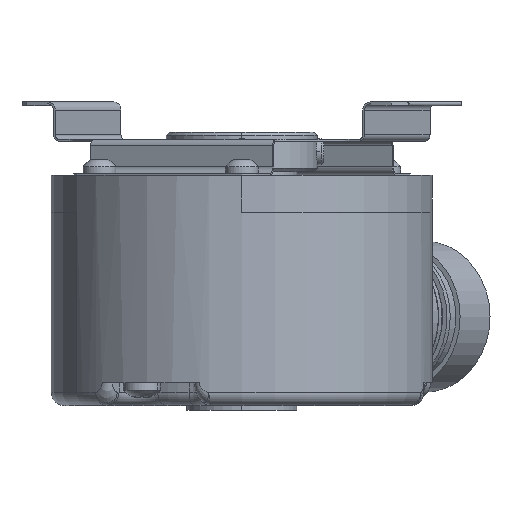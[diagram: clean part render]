
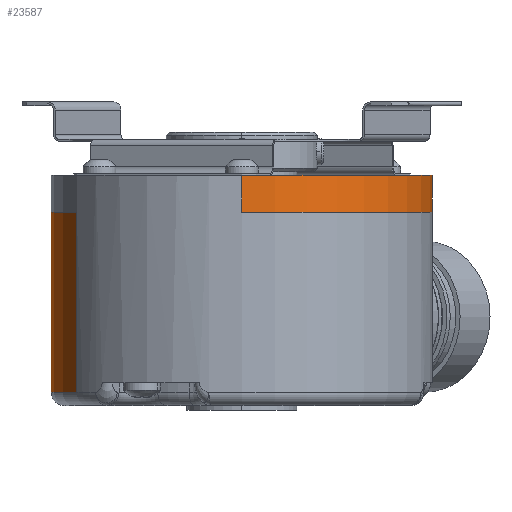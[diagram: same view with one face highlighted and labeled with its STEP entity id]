
A CAD part, left-side view. The second image highlights one B-rep face of the part: STEP entity #23587.
In plain terms, the highlighted cylindrical face has radius 29 mm (diameter 58 mm), a partial arc.
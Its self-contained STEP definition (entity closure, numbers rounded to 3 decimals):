
#243=DIRECTION('',(0.,0.,-1.));
#244=VECTOR('',#243,2.4);
#245=CARTESIAN_POINT('',(14.5,-25.115,12.4));
#246=LINE('',#245,#244);
#347=CARTESIAN_POINT('',(0.,0.,12.4));
#348=DIRECTION('',(0.,0.,1.));
#349=DIRECTION('',(1.,0.,0.));
#350=AXIS2_PLACEMENT_3D('',#347,#348,#349);
#352=DIRECTION('',(0.,0.,1.));
#353=VECTOR('',#352,5.6);
#354=CARTESIAN_POINT('',(29.,0.,12.4));
#355=LINE('',#354,#353);
#356=DIRECTION('',(0.,0.,-1.));
#357=VECTOR('',#356,27.4);
#358=CARTESIAN_POINT('',(-14.5,25.115,12.4));
#359=LINE('',#358,#357);
#360=CARTESIAN_POINT('',(18.616,22.236,-15.));
#361=CARTESIAN_POINT('',(18.638,22.218,-15.004));
#362=CARTESIAN_POINT('',(18.683,22.18,-14.993));
#363=CARTESIAN_POINT('',(18.755,22.119,-14.981));
#364=CARTESIAN_POINT('',(18.831,22.055,-14.957));
#365=CARTESIAN_POINT('',(18.909,21.988,-14.924));
#366=CARTESIAN_POINT('',(18.99,21.918,-14.88));
#367=CARTESIAN_POINT('',(19.072,21.846,-14.826));
#368=CARTESIAN_POINT('',(19.155,21.773,-14.761));
#369=CARTESIAN_POINT('',(19.237,21.701,-14.686));
#370=CARTESIAN_POINT('',(19.316,21.631,-14.602));
#371=CARTESIAN_POINT('',(19.389,21.565,-14.51));
#372=CARTESIAN_POINT('',(19.457,21.505,-14.413));
#373=CARTESIAN_POINT('',(19.516,21.451,-14.313));
#374=CARTESIAN_POINT('',(19.567,21.404,-14.212));
#375=CARTESIAN_POINT('',(19.61,21.364,-14.111));
#376=CARTESIAN_POINT('',(19.645,21.332,-14.013));
#377=CARTESIAN_POINT('',(19.673,21.307,-13.918));
#378=CARTESIAN_POINT('',(19.693,21.288,-13.825));
#379=CARTESIAN_POINT('',(19.707,21.275,-13.737));
#380=CARTESIAN_POINT('',(19.715,21.268,-13.651));
#381=CARTESIAN_POINT('',(19.718,21.265,-13.596));
#382=CARTESIAN_POINT('',(19.717,21.266,-13.57));
#384=CARTESIAN_POINT('',(28.565,5.004,-15.));
#385=CARTESIAN_POINT('',(28.56,5.032,-15.004));
#386=CARTESIAN_POINT('',(28.55,5.09,-14.993));
#387=CARTESIAN_POINT('',(28.533,5.183,-14.981));
#388=CARTESIAN_POINT('',(28.515,5.28,-14.957));
#389=CARTESIAN_POINT('',(28.496,5.382,-14.924));
#390=CARTESIAN_POINT('',(28.476,5.487,-14.88));
#391=CARTESIAN_POINT('',(28.455,5.594,-14.826));
#392=CARTESIAN_POINT('',(28.434,5.702,-14.761));
#393=CARTESIAN_POINT('',(28.412,5.809,-14.686));
#394=CARTESIAN_POINT('',(28.391,5.912,-14.602));
#395=CARTESIAN_POINT('',(28.371,6.009,-14.51));
#396=CARTESIAN_POINT('',(28.352,6.098,-14.413));
#397=CARTESIAN_POINT('',(28.335,6.176,-14.313));
#398=CARTESIAN_POINT('',(28.32,6.244,-14.212));
#399=CARTESIAN_POINT('',(28.307,6.301,-14.111));
#400=CARTESIAN_POINT('',(28.297,6.347,-14.013));
#401=CARTESIAN_POINT('',(28.289,6.384,-13.918));
#402=CARTESIAN_POINT('',(28.283,6.411,-13.825));
#403=CARTESIAN_POINT('',(28.278,6.43,-13.737));
#404=CARTESIAN_POINT('',(28.276,6.44,-13.651));
#405=CARTESIAN_POINT('',(28.275,6.444,-13.596));
#406=CARTESIAN_POINT('',(28.275,6.443,-13.57));
#408=DIRECTION('',(0.,0.,-1.));
#409=VECTOR('',#408,25.);
#410=CARTESIAN_POINT('',(28.781,3.561,10.));
#411=LINE('',#410,#409);
#412=CARTESIAN_POINT('',(0.,0.,12.4));
#413=DIRECTION('',(0.,0.,1.));
#414=DIRECTION('',(-1.,0.,0.));
#415=AXIS2_PLACEMENT_3D('',#412,#413,#414);
#417=DIRECTION('',(0.,0.,1.));
#418=VECTOR('',#417,5.6);
#419=CARTESIAN_POINT('',(-29.,0.,12.4));
#420=LINE('',#419,#418);
#421=CARTESIAN_POINT('',(0.,0.,-15.));
#422=DIRECTION('',(0.,0.,-1.));
#423=DIRECTION('',(-0.5,0.866,0.));
#424=AXIS2_PLACEMENT_3D('',#421,#422,#423);
#1073=CARTESIAN_POINT('',(0.,0.,18.));
#1074=DIRECTION('',(0.,0.,1.));
#1075=DIRECTION('',(-1.,0.,0.));
#1076=AXIS2_PLACEMENT_3D('',#1073,#1074,#1075);
#2942=CARTESIAN_POINT('',(0.,0.,-13.5));
#2943=DIRECTION('',(0.,0.,1.));
#2944=DIRECTION('',(0.975,0.222,0.));
#2945=AXIS2_PLACEMENT_3D('',#2942,#2943,#2944);
#3004=DIRECTION('',(0.,0.,1.));
#3005=VECTOR('',#3004,0.07);
#3006=CARTESIAN_POINT('',(19.717,21.266,-13.57));
#3007=LINE('',#3006,#3005);
#3197=CARTESIAN_POINT('',(0.,0.,-15.));
#3198=DIRECTION('',(0.,0.,-1.));
#3199=DIRECTION('',(0.985,0.173,0.));
#3200=AXIS2_PLACEMENT_3D('',#3197,#3198,#3199);
#3226=CARTESIAN_POINT('',(0.,0.,10.));
#3227=DIRECTION('',(0.,0.,-1.));
#3228=DIRECTION('',(0.992,0.123,0.));
#3229=AXIS2_PLACEMENT_3D('',#3226,#3227,#3228);
#3267=DIRECTION('',(0.,0.,-1.));
#3268=VECTOR('',#3267,0.07);
#3269=CARTESIAN_POINT('',(28.275,6.443,-13.5));
#3270=LINE('',#3269,#3268);
#18812=CARTESIAN_POINT('',(29.,0.,18.));
#18813=CARTESIAN_POINT('',(-29.,0.,18.));
#18814=VERTEX_POINT('',#18812);
#18815=VERTEX_POINT('',#18813);
#21262=CARTESIAN_POINT('',(28.781,3.561,10.));
#21263=CARTESIAN_POINT('',(14.5,-25.115,10.));
#21264=VERTEX_POINT('',#21262);
#21265=VERTEX_POINT('',#21263);
#21268=CARTESIAN_POINT('',(28.275,6.443,-13.5));
#21269=CARTESIAN_POINT('',(19.717,21.266,-13.5));
#21270=VERTEX_POINT('',#21268);
#21271=VERTEX_POINT('',#21269);
#21290=CARTESIAN_POINT('',(28.781,3.561,-15.));
#21291=VERTEX_POINT('',#21290);
#21294=CARTESIAN_POINT('',(28.565,5.004,-15.));
#21295=VERTEX_POINT('',#21294);
#21312=CARTESIAN_POINT('',(-14.5,25.115,-15.));
#21313=CARTESIAN_POINT('',(18.616,22.236,-15.));
#21314=VERTEX_POINT('',#21312);
#21315=VERTEX_POINT('',#21313);
#21474=VERTEX_POINT('',#406);
#21478=CARTESIAN_POINT('',(19.717,21.266,
-13.57));
#21479=VERTEX_POINT('',#21478);
#21674=CARTESIAN_POINT('',(29.,0.,12.4));
#21675=CARTESIAN_POINT('',(-14.5,25.115,12.4));
#21676=VERTEX_POINT('',#21674);
#21677=VERTEX_POINT('',#21675);
#21678=CARTESIAN_POINT('',(-29.,0.,12.4));
#21679=CARTESIAN_POINT('',(14.5,-25.115,12.4));
#21680=VERTEX_POINT('',#21678);
#21681=VERTEX_POINT('',#21679);
#23554=CARTESIAN_POINT('',(0.,0.,0.));
#23555=DIRECTION('',(0.,0.,1.));
#23556=DIRECTION('',(1.,0.,0.));
#23557=AXIS2_PLACEMENT_3D('',#23554,#23555,#23556);
#23558=CYLINDRICAL_SURFACE('',#23557,29.);
#23559=ORIENTED_EDGE('',*,*,#23547,.F.);
#23560=ORIENTED_EDGE('',*,*,#23545,.T.);
#23561=ORIENTED_EDGE('',*,*,#23543,.T.);
#23563=ORIENTED_EDGE('',*,*,#23562,.T.);
#23565=ORIENTED_EDGE('',*,*,#23564,.T.);
#23567=ORIENTED_EDGE('',*,*,#23566,.T.);
#23569=ORIENTED_EDGE('',*,*,#23568,.F.);
#23571=ORIENTED_EDGE('',*,*,#23570,.T.);
#23573=ORIENTED_EDGE('',*,*,#23572,.F.);
#23575=ORIENTED_EDGE('',*,*,#23574,.T.);
#23577=ORIENTED_EDGE('',*,*,#23576,.F.);
#23579=ORIENTED_EDGE('',*,*,#23578,.T.);
#23580=ORIENTED_EDGE('',*,*,#23512,.F.);
#23581=ORIENTED_EDGE('',*,*,#23510,.F.);
#23582=ORIENTED_EDGE('',*,*,#23508,.T.);
#23584=ORIENTED_EDGE('',*,*,#23583,.T.);
#23585=EDGE_LOOP('',(#23559,#23560,#23561,#23563,#23565,#23567,#23569,#23571,
#23573,#23575,#23577,#23579,#23580,#23581,#23582,#23584));
#23586=FACE_OUTER_BOUND('',#23585,.F.);
#351=CIRCLE('',#350,29.);
#383=B_SPLINE_CURVE_WITH_KNOTS('',3,(#360,#361,#362,#363,#364,#365,#366,#367,
#368,#369,#370,#371,#372,#373,#374,#375,#376,#377,#378,#379,#380,#381,#382),
.UNSPECIFIED.,.F.,.F.,(4,1,1,1,1,1,1,1,1,1,1,1,1,1,1,1,1,1,1,1,4),(0.,0.05,
0.1,0.15,0.2,0.25,0.3,0.35,0.4,0.45,0.5,0.55,0.6,0.65,
0.7,0.75,0.8,0.85,0.9,0.95,1.),.UNSPECIFIED.);
#407=B_SPLINE_CURVE_WITH_KNOTS('',3,(#384,#385,#386,#387,#388,#389,#390,#391,
#392,#393,#394,#395,#396,#397,#398,#399,#400,#401,#402,#403,#404,#405,#406),
.UNSPECIFIED.,.F.,.F.,(4,1,1,1,1,1,1,1,1,1,1,1,1,1,1,1,1,1,1,1,4),(0.,0.05,
0.1,0.15,0.2,0.25,0.3,0.35,0.4,0.45,0.5,0.55,0.6,0.65,
0.7,0.75,0.8,0.85,0.9,0.95,1.),.UNSPECIFIED.);
#416=CIRCLE('',#415,29.);
#425=CIRCLE('',#424,29.);
#1077=CIRCLE('',#1076,29.);
#2946=CIRCLE('',#2945,29.);
#3201=CIRCLE('',#3200,29.);
#3230=CIRCLE('',#3229,29.);
#23508=EDGE_CURVE('',#21680,#18815,#420,.T.);
#23510=EDGE_CURVE('',#21680,#21681,#416,.T.);
#23512=EDGE_CURVE('',#21681,#21265,#246,.T.);
#23543=EDGE_CURVE('',#21677,#21314,#359,.T.);
#23545=EDGE_CURVE('',#21676,#21677,#351,.T.);
#23547=EDGE_CURVE('',#21676,#18814,#355,.T.);
#23562=EDGE_CURVE('',#21314,#21315,#425,.T.);
#23564=EDGE_CURVE('',#21315,#21479,#383,.T.);
#23566=EDGE_CURVE('',#21479,#21271,#3007,.T.);
#23568=EDGE_CURVE('',#21270,#21271,#2946,.T.);
#23570=EDGE_CURVE('',#21270,#21474,#3270,.T.);
#23572=EDGE_CURVE('',#21295,#21474,#407,.T.);
#23574=EDGE_CURVE('',#21295,#21291,#3201,.T.);
#23576=EDGE_CURVE('',#21264,#21291,#411,.T.);
#23578=EDGE_CURVE('',#21264,#21265,#3230,.T.);
#23583=EDGE_CURVE('',#18815,#18814,#1077,.T.);
#23587=ADVANCED_FACE('',(#23586),#23558,.T.);
